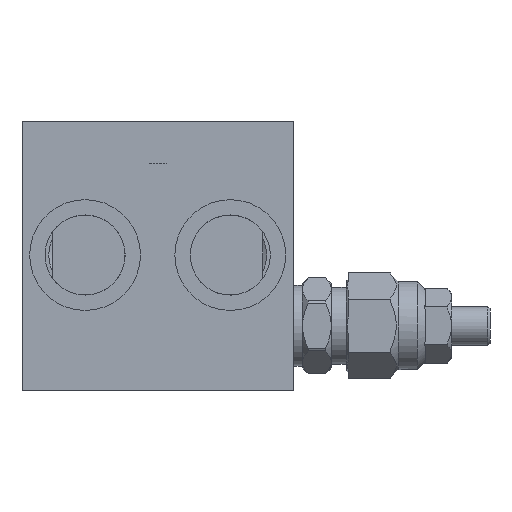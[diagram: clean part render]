
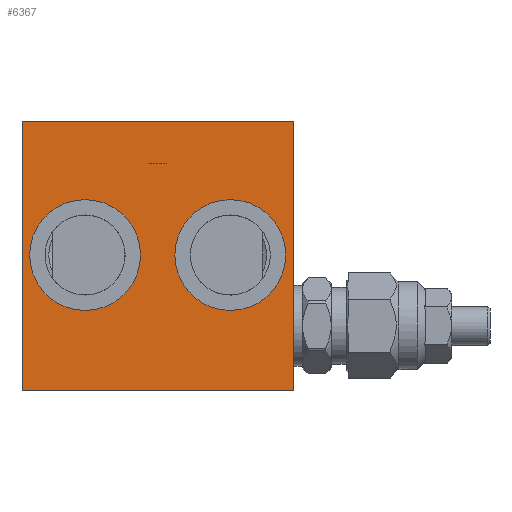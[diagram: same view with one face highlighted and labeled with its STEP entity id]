
A CAD part, left-side view. The second image highlights one B-rep face of the part: STEP entity #6367.
In plain terms, the highlighted planar face has unit normal (-1, 0, 0).
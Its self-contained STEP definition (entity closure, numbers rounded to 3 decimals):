
#466=LINE('',#13071,#700);
#470=LINE('',#13080,#704);
#472=LINE('',#13084,#706);
#474=LINE('',#13087,#708);
#700=VECTOR('',#8926,1000.);
#704=VECTOR('',#8932,1000.);
#706=VECTOR('',#8936,1000.);
#708=VECTOR('',#8940,1000.);
#858=PLANE('',#7212);
#2250=ORIENTED_EDGE('',*,*,#2950,.T.);
#2251=ORIENTED_EDGE('',*,*,#2879,.T.);
#2252=ORIENTED_EDGE('',*,*,#3311,.T.);
#2253=ORIENTED_EDGE('',*,*,#3307,.F.);
#2254=ORIENTED_EDGE('',*,*,#3309,.F.);
#2255=ORIENTED_EDGE('',*,*,#3303,.F.);
#2879=EDGE_CURVE('',#3598,#3598,#4082,.T.);
#2950=EDGE_CURVE('',#3660,#3660,#4107,.T.);
#3303=EDGE_CURVE('',#3967,#3968,#466,.T.);
#3307=EDGE_CURVE('',#3971,#3972,#470,.T.);
#3309=EDGE_CURVE('',#3968,#3971,#472,.T.);
#3311=EDGE_CURVE('',#3967,#3972,#474,.T.);
#3598=VERTEX_POINT('',#10788);
#3660=VERTEX_POINT('',#11556);
#3967=VERTEX_POINT('',#13070);
#3968=VERTEX_POINT('',#13072);
#3971=VERTEX_POINT('',#13079);
#3972=VERTEX_POINT('',#13081);
#4082=CIRCLE('',#6725,14.5);
#4107=CIRCLE('',#6771,14.5);
#4953=EDGE_LOOP('',(#2250));
#4954=EDGE_LOOP('',(#2251));
#4955=EDGE_LOOP('',(#2252,#2253,#2254,#2255));
#5722=FACE_BOUND('',#4953,.T.);
#5723=FACE_BOUND('',#4954,.T.);
#5724=FACE_BOUND('',#4955,.T.);
#6367=ADVANCED_FACE('',(#5722,#5723,#5724),#858,.F.);
#6725=AXIS2_PLACEMENT_3D('',#10787,#7881,#7882);
#6771=AXIS2_PLACEMENT_3D('',#11555,#7977,#7978);
#7212=AXIS2_PLACEMENT_3D('',#13086,#8938,#8939);
#7881=DIRECTION('',(1.,0.,0.));
#7882=DIRECTION('',(0.,1.,0.));
#7977=DIRECTION('',(1.,0.,0.));
#7978=DIRECTION('',(0.,1.,0.));
#8926=DIRECTION('',(0.,-1.,0.));
#8932=DIRECTION('',(0.,1.,0.));
#8936=DIRECTION('',(0.,0.,-1.));
#8938=DIRECTION('',(1.,0.,0.));
#8939=DIRECTION('',(0.,0.,-1.));
#8940=DIRECTION('',(0.,0.,-1.));
#10787=CARTESIAN_POINT('',(1155.5,54.5,80.5));
#10788=CARTESIAN_POINT('',(1155.5,69.,80.5));
#11555=CARTESIAN_POINT('',(1155.5,16.5,80.5));
#11556=CARTESIAN_POINT('',(1155.5,31.,80.5));
#13070=CARTESIAN_POINT('',(1155.5,71.,115.5));
#13071=CARTESIAN_POINT('',(1155.5,35.5,115.5));
#13072=CARTESIAN_POINT('',(1155.5,0.,115.5));
#13079=CARTESIAN_POINT('',(1155.5,0.,45.));
#13080=CARTESIAN_POINT('',(1155.5,35.5,45.));
#13081=CARTESIAN_POINT('',(1155.5,71.,45.));
#13084=CARTESIAN_POINT('',(1155.5,0.,80.25));
#13086=CARTESIAN_POINT('',(1155.5,35.5,80.25));
#13087=CARTESIAN_POINT('',(1155.5,71.,80.25));
